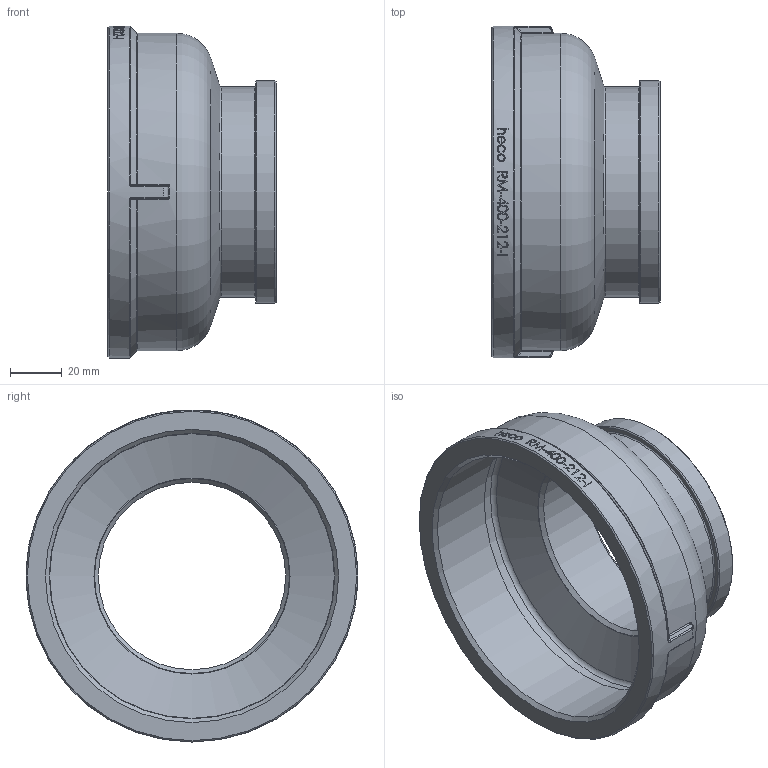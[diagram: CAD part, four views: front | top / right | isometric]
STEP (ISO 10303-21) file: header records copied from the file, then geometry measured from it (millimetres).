
FILE_DESCRIPTION (( 'STEP AP214' ), '1' );
FILE_NAME ('heco_RM-400-212-I Reduziermuffe 2305.STEP', '2023-05-15T11:03:30', ( '' ), ( '' ), 'SwSTEP 2.0', 'SolidWorks 2019', '' );
FILE_SCHEMA (( 'AUTOMOTIVE_DESIGN' ));
Length unit declared in the file: millimetre
Products named in the file (1): heco_RM-400-212-I Reduziermuffe 2305
Bounding box: 65 x 128 x 128.01 mm (x, y, z)
Volume: 141415.7 mm3; surface area: 54771.8 mm2
Topology: 1 solids, 1 shells, 250 faces, 628 edges, 405 vertices
Faces by surface type: bspline 107, plane 76, cylinder 41, torus 13, cone 9, sphere 4
Full cylindrical faces by diameter (mm): 72.228 x1, 81 x1, 86 x1, 110.072 x1, 112.5 x1, 122.428 x1, 128 x1
Entity records: 22572 total; most frequent: CARTESIAN_POINT 15638, ORIENTED_EDGE 1206, DIRECTION 716, EDGE_CURVE 603, VERTEX_POINT 399, B_SPLINE_CURVE_WITH_KNOTS 328, AXIS2_PLACEMENT_3D 297, EDGE_LOOP 296
